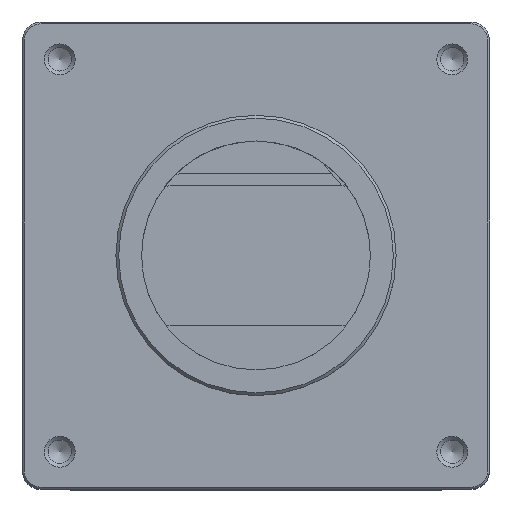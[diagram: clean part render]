
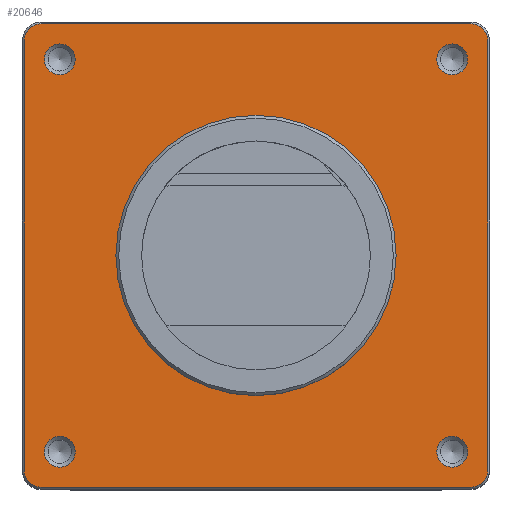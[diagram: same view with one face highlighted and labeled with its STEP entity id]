
A CAD part, top view. The second image highlights one B-rep face of the part: STEP entity #20646.
In plain terms, the highlighted planar face has unit normal (0, 0, 1).
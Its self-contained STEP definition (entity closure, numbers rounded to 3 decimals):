
#596 = FACE_BOUND ( 'NONE', #31791, .T. ) ;
#1270 = DIRECTION ( 'NONE',  ( -1., 0., 0. ) ) ;
#1275 = EDGE_LOOP ( 'NONE', ( #124873 ) ) ;
#1303 = DIRECTION ( 'NONE',  ( 0., 0., 1. ) ) ;
#2246 = CIRCLE ( 'NONE', #77635, 1.65 ) ;
#3882 = CARTESIAN_POINT ( 'NONE',  ( 24.8, 23., 10. ) ) ;
#4401 = EDGE_CURVE ( 'NONE', #17775, #17775, #67559, .T. ) ;
#4763 = AXIS2_PLACEMENT_3D ( 'NONE', #58227, #26547, #127723 ) ;
#5186 = VERTEX_POINT ( 'NONE', #44973 ) ;
#8366 = EDGE_CURVE ( 'NONE', #27654, #21684, #104028, .T. ) ;
#9049 = AXIS2_PLACEMENT_3D ( 'NONE', #132624, #79329, #119811 ) ;
#11363 = FACE_OUTER_BOUND ( 'NONE', #128372, .T. ) ;
#11509 = DIRECTION ( 'NONE',  ( 0., 0., 1. ) ) ;
#11967 = VERTEX_POINT ( 'NONE', #82811 ) ;
#12180 = DIRECTION ( 'NONE',  ( -1., 0., 0. ) ) ;
#12647 = LINE ( 'NONE', #3882, #17596 ) ;
#13997 = DIRECTION ( 'NONE',  ( 0., 1., 0. ) ) ;
#14618 = EDGE_CURVE ( 'NONE', #80754, #53055, #77990, .T. ) ;
#16727 = CARTESIAN_POINT ( 'NONE',  ( -23., -24.8, 10. ) ) ;
#16889 = DIRECTION ( 'NONE',  ( 1., 0., 0. ) ) ;
#17596 = VECTOR ( 'NONE', #13997, 1000. ) ;
#17775 = VERTEX_POINT ( 'NONE', #48136 ) ;
#20492 = CARTESIAN_POINT ( 'NONE',  ( -24.8, 23., 10. ) ) ;
#20646 = ADVANCED_FACE ( 'NONE', ( #62616, #596, #41752, #93675, #11363, #104446 ), #94321, .F. ) ;
#21684 = VERTEX_POINT ( 'NONE', #16727 ) ;
#23717 = VECTOR ( 'NONE', #16889, 1000. ) ;
#26547 = DIRECTION ( 'NONE',  ( 0., 0., 1. ) ) ;
#27654 = VERTEX_POINT ( 'NONE', #43738 ) ;
#31618 = DIRECTION ( 'NONE',  ( 0., 0., -1. ) ) ;
#31791 = EDGE_LOOP ( 'NONE', ( #130486 ) ) ;
#32462 = VERTEX_POINT ( 'NONE', #56328 ) ;
#32571 = DIRECTION ( 'NONE',  ( 0., 0., 1. ) ) ;
#34566 = DIRECTION ( 'NONE',  ( 1., 0., 0. ) ) ;
#35127 = ORIENTED_EDGE ( 'NONE', *, *, #80253, .T. ) ;
#39122 = EDGE_CURVE ( 'NONE', #117303, #117303, #117554, .T. ) ;
#41752 = FACE_BOUND ( 'NONE', #44746, .T. ) ;
#42001 = AXIS2_PLACEMENT_3D ( 'NONE', #43085, #1303, #42443 ) ;
#42343 = CARTESIAN_POINT ( 'NONE',  ( -15., 0., 10. ) ) ;
#42443 = DIRECTION ( 'NONE',  ( 1., 0., 0. ) ) ;
#43085 = CARTESIAN_POINT ( 'NONE',  ( -21., 21., 10. ) ) ;
#43738 = CARTESIAN_POINT ( 'NONE',  ( -24.8, -23., 10. ) ) ;
#44746 = EDGE_LOOP ( 'NONE', ( #46453 ) ) ;
#44831 = CARTESIAN_POINT ( 'NONE',  ( 23., 24.8, 10. ) ) ;
#44973 = CARTESIAN_POINT ( 'NONE',  ( 22.65, 21., 10. ) ) ;
#46453 = ORIENTED_EDGE ( 'NONE', *, *, #39122, .F. ) ;
#47165 = CIRCLE ( 'NONE', #118306, 1.8 ) ;
#47899 = LINE ( 'NONE', #68126, #23717 ) ;
#48136 = CARTESIAN_POINT ( 'NONE',  ( -19.35, -21., 10. ) ) ;
#50569 = CIRCLE ( 'NONE', #42001, 1.65 ) ;
#50862 = EDGE_LOOP ( 'NONE', ( #56523 ) ) ;
#53055 = VERTEX_POINT ( 'NONE', #93807 ) ;
#56328 = CARTESIAN_POINT ( 'NONE',  ( 24.8, -23., 10. ) ) ;
#56523 = ORIENTED_EDGE ( 'NONE', *, *, #69711, .F. ) ;
#57592 = ORIENTED_EDGE ( 'NONE', *, *, #14618, .T. ) ;
#58227 = CARTESIAN_POINT ( 'NONE',  ( 23., 23., 10. ) ) ;
#60206 = ORIENTED_EDGE ( 'NONE', *, *, #130447, .T. ) ;
#61598 = DIRECTION ( 'NONE',  ( 0., -1., 0. ) ) ;
#62616 = FACE_BOUND ( 'NONE', #50862, .T. ) ;
#62743 = DIRECTION ( 'NONE',  ( 0., 0., 1. ) ) ;
#63715 = CARTESIAN_POINT ( 'NONE',  ( 0., 0., 10. ) ) ;
#64508 = ORIENTED_EDGE ( 'NONE', *, *, #77209, .T. ) ;
#64767 = CARTESIAN_POINT ( 'NONE',  ( 23., -23., 10. ) ) ;
#67251 = ORIENTED_EDGE ( 'NONE', *, *, #8366, .T. ) ;
#67559 = CIRCLE ( 'NONE', #106281, 1.65 ) ;
#68126 = CARTESIAN_POINT ( 'NONE',  ( 23., -24.8, 10. ) ) ;
#69711 = EDGE_CURVE ( 'NONE', #11967, #11967, #50569, .T. ) ;
#70761 = AXIS2_PLACEMENT_3D ( 'NONE', #63715, #104195, #123773 ) ;
#72865 = CARTESIAN_POINT ( 'NONE',  ( -21., -21., 10. ) ) ;
#74070 = EDGE_CURVE ( 'NONE', #103704, #103704, #92252, .T. ) ;
#74409 = AXIS2_PLACEMENT_3D ( 'NONE', #112876, #93958, #93296 ) ;
#75565 = VERTEX_POINT ( 'NONE', #81182 ) ;
#76674 = EDGE_LOOP ( 'NONE', ( #76770 ) ) ;
#76770 = ORIENTED_EDGE ( 'NONE', *, *, #74070, .F. ) ;
#77209 = EDGE_CURVE ( 'NONE', #75565, #32462, #47165, .T. ) ;
#77635 = AXIS2_PLACEMENT_3D ( 'NONE', #116170, #32571, #34566 ) ;
#77990 = CIRCLE ( 'NONE', #9049, 1.8 ) ;
#78026 = CIRCLE ( 'NONE', #4763, 1.8 ) ;
#79329 = DIRECTION ( 'NONE',  ( 0., 0., 1. ) ) ;
#79699 = CARTESIAN_POINT ( 'NONE',  ( 24.8, 23., 10. ) ) ;
#80253 = EDGE_CURVE ( 'NONE', #32462, #117593, #12647, .T. ) ;
#80362 = AXIS2_PLACEMENT_3D ( 'NONE', #99068, #88950, #88282 ) ;
#80754 = VERTEX_POINT ( 'NONE', #121512 ) ;
#81182 = CARTESIAN_POINT ( 'NONE',  ( 23., -24.8, 10. ) ) ;
#82811 = CARTESIAN_POINT ( 'NONE',  ( -19.35, 21., 10. ) ) ;
#82882 = CARTESIAN_POINT ( 'NONE',  ( 23., 23., 10. ) ) ;
#83658 = DIRECTION ( 'NONE',  ( 1., 0., 0. ) ) ;
#85445 = VERTEX_POINT ( 'NONE', #123006 ) ;
#86939 = ORIENTED_EDGE ( 'NONE', *, *, #132784, .T. ) ;
#88282 = DIRECTION ( 'NONE',  ( -1., 0., 0. ) ) ;
#88950 = DIRECTION ( 'NONE',  ( 0., 0., 1. ) ) ;
#92252 = CIRCLE ( 'NONE', #70761, 15. ) ;
#93296 = DIRECTION ( 'NONE',  ( 1., 0., 0. ) ) ;
#93675 = FACE_BOUND ( 'NONE', #1275, .T. ) ;
#93807 = CARTESIAN_POINT ( 'NONE',  ( -24.8, 23., 10. ) ) ;
#93958 = DIRECTION ( 'NONE',  ( 0., 0., 1. ) ) ;
#94321 = PLANE ( 'NONE',  #130225 ) ;
#99068 = CARTESIAN_POINT ( 'NONE',  ( -23., -23., 10. ) ) ;
#103704 = VERTEX_POINT ( 'NONE', #42343 ) ;
#103997 = EDGE_CURVE ( 'NONE', #5186, #5186, #2246, .T. ) ;
#104028 = CIRCLE ( 'NONE', #80362, 1.8 ) ;
#104193 = ORIENTED_EDGE ( 'NONE', *, *, #122678, .T. ) ;
#104195 = DIRECTION ( 'NONE',  ( 0., 0., 1. ) ) ;
#104446 = FACE_BOUND ( 'NONE', #76674, .T. ) ;
#106281 = AXIS2_PLACEMENT_3D ( 'NONE', #72865, #62743, #83658 ) ;
#108811 = ORIENTED_EDGE ( 'NONE', *, *, #113664, .T. ) ;
#110704 = VECTOR ( 'NONE', #118993, 1000. ) ;
#112876 = CARTESIAN_POINT ( 'NONE',  ( 21., -21., 10. ) ) ;
#112885 = LINE ( 'NONE', #20492, #133194 ) ;
#113664 = EDGE_CURVE ( 'NONE', #85445, #80754, #118328, .T. ) ;
#116170 = CARTESIAN_POINT ( 'NONE',  ( 21., 21., 10. ) ) ;
#117303 = VERTEX_POINT ( 'NONE', #117961 ) ;
#117554 = CIRCLE ( 'NONE', #74409, 1.65 ) ;
#117593 = VERTEX_POINT ( 'NONE', #79699 ) ;
#117961 = CARTESIAN_POINT ( 'NONE',  ( 22.65, -21., 10. ) ) ;
#118306 = AXIS2_PLACEMENT_3D ( 'NONE', #64767, #11509, #12180 ) ;
#118328 = LINE ( 'NONE', #44831, #110704 ) ;
#118993 = DIRECTION ( 'NONE',  ( -1., 0., 0. ) ) ;
#119811 = DIRECTION ( 'NONE',  ( -1., 0., 0. ) ) ;
#121512 = CARTESIAN_POINT ( 'NONE',  ( -23., 24.8, 10. ) ) ;
#122678 = EDGE_CURVE ( 'NONE', #53055, #27654, #112885, .T. ) ;
#123006 = CARTESIAN_POINT ( 'NONE',  ( 23., 24.8, 10. ) ) ;
#123773 = DIRECTION ( 'NONE',  ( -1., 0., 0. ) ) ;
#124873 = ORIENTED_EDGE ( 'NONE', *, *, #4401, .F. ) ;
#127723 = DIRECTION ( 'NONE',  ( -1., 0., 0. ) ) ;
#128372 = EDGE_LOOP ( 'NONE', ( #67251, #60206, #64508, #35127, #86939, #108811, #57592, #104193 ) ) ;
#130225 = AXIS2_PLACEMENT_3D ( 'NONE', #82882, #31618, #1270 ) ;
#130447 = EDGE_CURVE ( 'NONE', #21684, #75565, #47899, .T. ) ;
#130486 = ORIENTED_EDGE ( 'NONE', *, *, #103997, .F. ) ;
#132624 = CARTESIAN_POINT ( 'NONE',  ( -23., 23., 10. ) ) ;
#132784 = EDGE_CURVE ( 'NONE', #117593, #85445, #78026, .T. ) ;
#133194 = VECTOR ( 'NONE', #61598, 1000. ) ;
